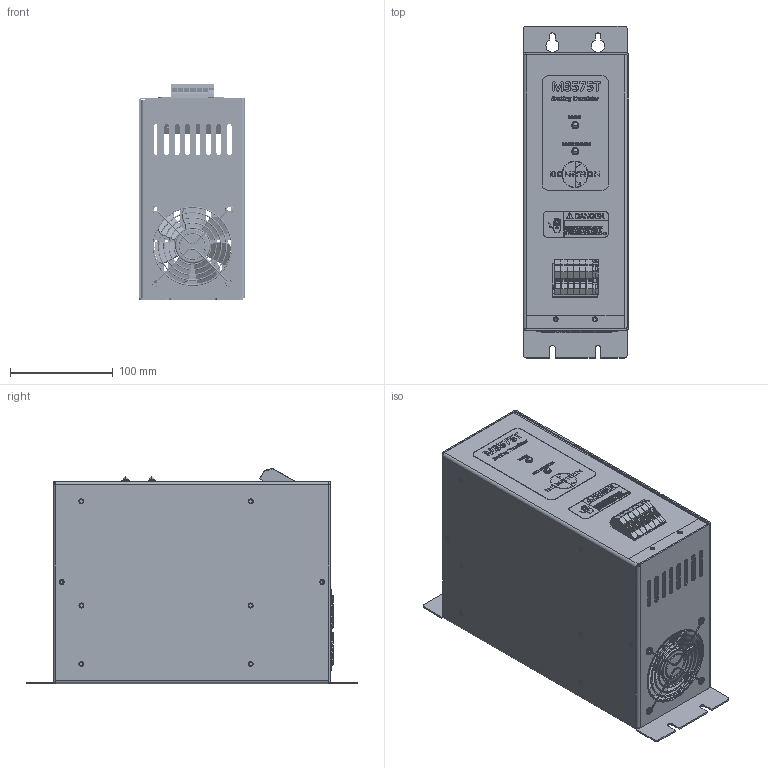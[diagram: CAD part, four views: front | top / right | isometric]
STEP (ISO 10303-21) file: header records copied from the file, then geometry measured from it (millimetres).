
FILE_DESCRIPTION (( 'STEP AP214' ), '1' );
FILE_NAME ('M3575T-H75.STEP', '2024-03-26T15:01:24', ( '' ), ( '' ), 'SwSTEP 2.0', 'SolidWorks 2023', '' );
FILE_SCHEMA (( 'AUTOMOTIVE_DESIGN' ));
Length unit declared in the file: inch
Products named in the file (23): LD CM-5100H1; flush stud_pmi_PEM FHS-632-6 ---S; M3575T-H75; FN 3.1-GRILL; MTW 3500-TSB; TS RW-SAK2.5; TS RW-EK2.5; MTW 3575-M4T-2; MTW 3575-M4T-UC; self-clinching nut_pmi_PEM CLS-832-2 ---S; LBL 3575-LED2; ASB 3575C2G; TS RW-TS32_2.5; MTW 3575-M4T-LC; FN 3.1-24DC-50; self-clinching nut_pmi_PEM CLS-632-2 ---S; LBL DANGER; HEX STANDOFF_#6-32x0.625; LD CM-5100H5
Assembly tree (45 placements, depth 3):
  M3575T-H75
    MTW 3575-M4T-2
      MTW 3575-M4T-2
      self-clinching nut_pmi_PEM CLS-632-2 ---S  x6
      flush stud_pmi_PEM FHS-632-6 ---S  x6
    ASB 3575C2G
    HEX STANDOFF_#6-32x0.625  x6
    MTW 3500-TSB
      MTW 3500-TSB
      self-clinching nut_pmi_PEM CLS-832-2 ---S  x2
    TS RW-TS32_2.5
    TS RW-SAK2.5  x6
    TS RW-EK2.5
    MTW 3575-M4T-LC
      MTW 3575-M4T-LC
      self-clinching nut_pmi_PEM CLS-632-2 ---S
    FN 3.1-24DC-50
    FN 3.1-GRILL
    MTW 3575-M4T-UC
      MTW 3575-M4T-UC
      self-clinching nut_pmi_PEM CLS-632-2 ---S
    LBL 3575-LED2
    LD CM-5100H5
    LD CM-5100H1
    LBL DANGER
Bounding box: 103.12 x 323.85 x 209.92 mm (x, y, z)
Volume: 828260.5 mm3; surface area: 709762.1 mm2
Topology: 48 solids, 66 shells, 6232 faces, 18794 edges, 12534 vertices
Faces by surface type: plane 3205, cylinder 1477, bspline 849, cone 545, torus 148, sphere 8
Entity records: 151743 total; most frequent: CARTESIAN_POINT 55935, ORIENTED_EDGE 20852, DIRECTION 16063, EDGE_CURVE 11560, VERTEX_POINT 7842, VECTOR 6977, LINE 6977, AXIS2_PLACEMENT_3D 4543
